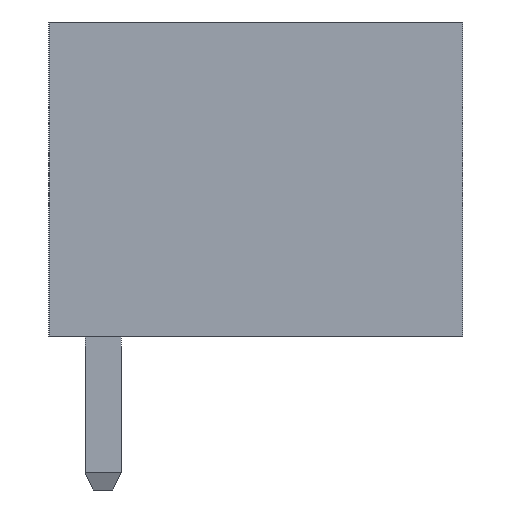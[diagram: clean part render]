
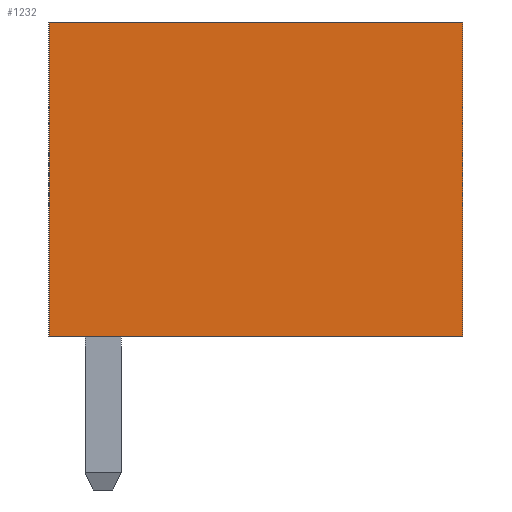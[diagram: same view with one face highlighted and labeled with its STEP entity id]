
A CAD part, left-side view. The second image highlights one B-rep face of the part: STEP entity #1232.
In plain terms, the highlighted planar face has unit normal (-1, 0, 0).
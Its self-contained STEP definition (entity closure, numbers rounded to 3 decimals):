
#750 = LINE ( 'NONE', #7164, #6767 ) ;
#938 = VERTEX_POINT ( 'NONE', #8724 ) ;
#1232 = ADVANCED_FACE ( 'NONE', ( #4702 ), #3117, .F. ) ;
#1576 = VECTOR ( 'NONE', #1869, 1000. ) ;
#1592 = LINE ( 'NONE', #9744, #4233 ) ;
#1649 = CARTESIAN_POINT ( 'NONE',  ( -17.9, 9.2, 7. ) ) ;
#1691 = LINE ( 'NONE', #8899, #10271 ) ;
#1845 = AXIS2_PLACEMENT_3D ( 'NONE', #1649, #3061, #7183 ) ;
#1869 = DIRECTION ( 'NONE',  ( 0., -1., 0. ) ) ;
#2111 = VERTEX_POINT ( 'NONE', #7429 ) ;
#2443 = EDGE_CURVE ( 'NONE', #2111, #938, #9867, .T. ) ;
#3061 = DIRECTION ( 'NONE',  ( 1., 0., 0. ) ) ;
#3117 = PLANE ( 'NONE',  #1845 ) ;
#3193 = ORIENTED_EDGE ( 'NONE', *, *, #4565, .F. ) ;
#3292 = ORIENTED_EDGE ( 'NONE', *, *, #8952, .T. ) ;
#3340 = CARTESIAN_POINT ( 'NONE',  ( -17.9, 9.2, 0. ) ) ;
#3367 = EDGE_CURVE ( 'NONE', #2111, #9552, #1691, .T. ) ;
#3498 = ORIENTED_EDGE ( 'NONE', *, *, #3367, .T. ) ;
#4233 = VECTOR ( 'NONE', #5655, 1000. ) ;
#4565 = EDGE_CURVE ( 'NONE', #938, #7835, #750, .T. ) ;
#4702 = FACE_OUTER_BOUND ( 'NONE', #5006, .T. ) ;
#5006 = EDGE_LOOP ( 'NONE', ( #3292, #3193, #7507, #3498 ) ) ;
#5655 = DIRECTION ( 'NONE',  ( 0., -1., 0. ) ) ;
#5873 = CARTESIAN_POINT ( 'NONE',  ( -17.9, 9.2, 7. ) ) ;
#6343 = CARTESIAN_POINT ( 'NONE',  ( -17.9, 0., 0. ) ) ;
#6767 = VECTOR ( 'NONE', #10358, 1000. ) ;
#7164 = CARTESIAN_POINT ( 'NONE',  ( -17.9, 0., 7. ) ) ;
#7183 = DIRECTION ( 'NONE',  ( 0., 1., 0. ) ) ;
#7429 = CARTESIAN_POINT ( 'NONE',  ( -17.9, 9.2, 7. ) ) ;
#7507 = ORIENTED_EDGE ( 'NONE', *, *, #2443, .F. ) ;
#7835 = VERTEX_POINT ( 'NONE', #6343 ) ;
#8724 = CARTESIAN_POINT ( 'NONE',  ( -17.9, 0., 7. ) ) ;
#8899 = CARTESIAN_POINT ( 'NONE',  ( -17.9, 9.2, 7. ) ) ;
#8952 = EDGE_CURVE ( 'NONE', #9552, #7835, #1592, .T. ) ;
#9529 = DIRECTION ( 'NONE',  ( 0., 0., -1. ) ) ;
#9552 = VERTEX_POINT ( 'NONE', #3340 ) ;
#9744 = CARTESIAN_POINT ( 'NONE',  ( -17.9, 9.2, 0. ) ) ;
#9867 = LINE ( 'NONE', #5873, #1576 ) ;
#10271 = VECTOR ( 'NONE', #9529, 1000. ) ;
#10358 = DIRECTION ( 'NONE',  ( 0., 0., -1. ) ) ;
